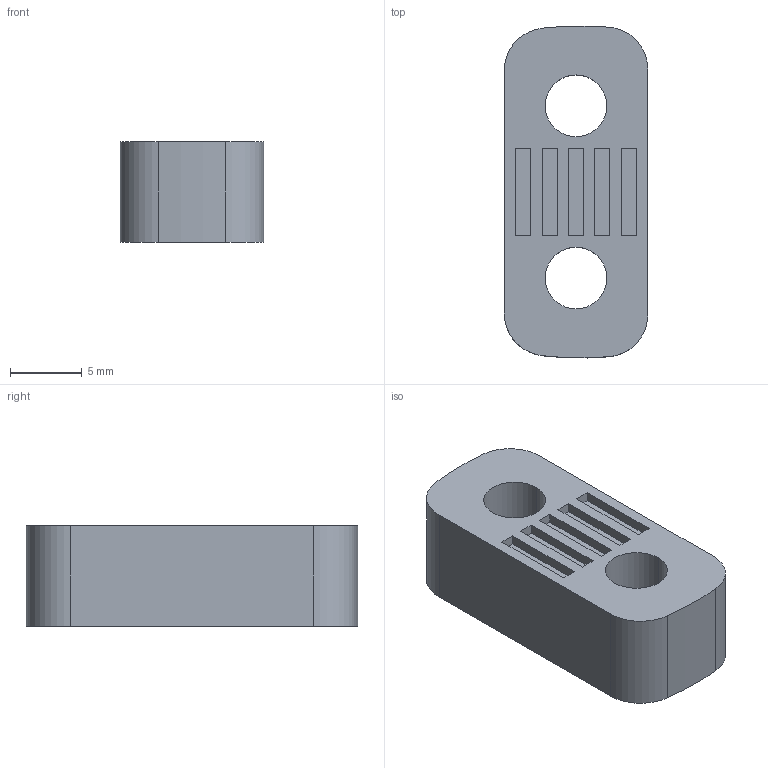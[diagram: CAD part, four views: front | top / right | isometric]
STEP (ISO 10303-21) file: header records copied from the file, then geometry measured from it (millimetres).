
FILE_DESCRIPTION (( 'STEP AP203' ), '1' );
FILE_NAME ('Y_Belt_Clampx2.STEP', '2012-07-31T21:14:05', ( '' ), ( '' ), 'SwSTEP 2.0', 'SolidWorks 2012', '' );
FILE_SCHEMA (( 'CONFIG_CONTROL_DESIGN' ));
Length unit declared in the file: millimetre
Products named in the file (1): Y_Belt_Clampx2
Bounding box: 10 x 23.12 x 7 mm (x, y, z)
Volume: 1331 mm3; surface area: 1049.7 mm2
Topology: 1 solids, 1 shells, 39 faces, 96 edges, 64 vertices
Faces by surface type: plane 29, cylinder 10
Entity records: 1235 total; most frequent: CARTESIAN_POINT 200, DIRECTION 196, ORIENTED_EDGE 192, EDGE_CURVE 96, LINE 76, VECTOR 76, VERTEX_POINT 64, AXIS2_PLACEMENT_3D 60
